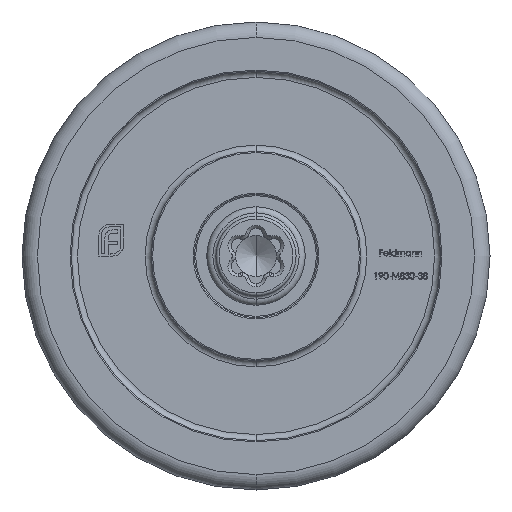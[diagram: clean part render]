
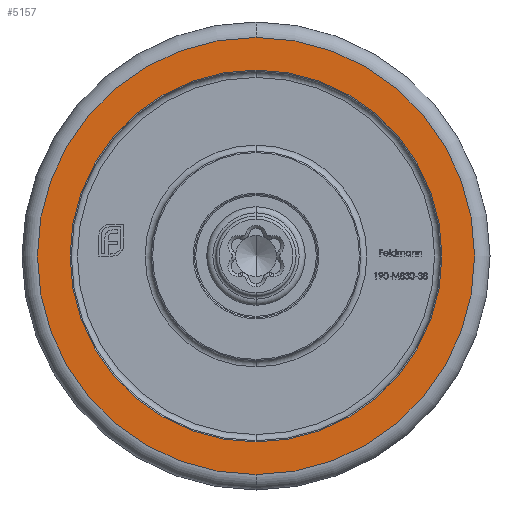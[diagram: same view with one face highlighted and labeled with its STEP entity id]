
A CAD part, front view. The second image highlights one B-rep face of the part: STEP entity #5157.
In plain terms, the highlighted planar face has unit normal (0, -1, 0).
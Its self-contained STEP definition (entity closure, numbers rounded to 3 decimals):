
#125 = CIRCLE ( 'NONE', #13367, 17.75 ) ;
#590 = ORIENTED_EDGE ( 'NONE', *, *, #9241, .T. ) ;
#616 = AXIS2_PLACEMENT_3D ( 'NONE', #13757, #3662, #15468 ) ;
#1389 = CARTESIAN_POINT ( 'NONE',  ( 0., 0., 0. ) ) ;
#2169 = AXIS2_PLACEMENT_3D ( 'NONE', #5757, #17618, #4103 ) ;
#2524 = CARTESIAN_POINT ( 'NONE',  ( 0., 0., 15.1 ) ) ;
#2620 = DIRECTION ( 'NONE',  ( 0., -1., 0. ) ) ;
#3442 = EDGE_CURVE ( 'NONE', #12578, #12198, #10775, .T. ) ;
#3662 = DIRECTION ( 'NONE',  ( 0., 1., 0. ) ) ;
#4013 = DIRECTION ( 'NONE',  ( 0., 1., 0. ) ) ;
#4059 = EDGE_CURVE ( 'NONE', #12198, #12578, #19495, .T. ) ;
#4103 = DIRECTION ( 'NONE',  ( 0., 0., -1. ) ) ;
#4235 = DIRECTION ( 'NONE',  ( 0., 0., -1. ) ) ;
#4461 = VERTEX_POINT ( 'NONE', #5353 ) ;
#5157 = ADVANCED_FACE ( 'NONE', ( #20804, #16299 ), #14268, .T. ) ;
#5353 = CARTESIAN_POINT ( 'NONE',  ( 0., 0., 17.75 ) ) ;
#5757 = CARTESIAN_POINT ( 'NONE',  ( 19., 0., 0. ) ) ;
#6424 = ORIENTED_EDGE ( 'NONE', *, *, #8984, .T. ) ;
#7577 = DIRECTION ( 'NONE',  ( 0., 0., -1. ) ) ;
#8181 = DIRECTION ( 'NONE',  ( 0., 0., -1. ) ) ;
#8984 = EDGE_CURVE ( 'NONE', #19016, #4461, #125, .T. ) ;
#9241 = EDGE_CURVE ( 'NONE', #4461, #19016, #17573, .T. ) ;
#10459 = EDGE_LOOP ( 'NONE', ( #6424, #590 ) ) ;
#10775 = CIRCLE ( 'NONE', #19998, 15.1 ) ;
#10865 = CARTESIAN_POINT ( 'NONE',  ( 0., 0., 0. ) ) ;
#11386 = EDGE_LOOP ( 'NONE', ( #11944, #17907 ) ) ;
#11944 = ORIENTED_EDGE ( 'NONE', *, *, #3442, .T. ) ;
#12198 = VERTEX_POINT ( 'NONE', #2524 ) ;
#12578 = VERTEX_POINT ( 'NONE', #18946 ) ;
#13367 = AXIS2_PLACEMENT_3D ( 'NONE', #1389, #18275, #8181 ) ;
#13383 = CARTESIAN_POINT ( 'NONE',  ( 0., 0., -17.75 ) ) ;
#13757 = CARTESIAN_POINT ( 'NONE',  ( 0., 0., 0. ) ) ;
#14268 = PLANE ( 'NONE',  #2169 ) ;
#15468 = DIRECTION ( 'NONE',  ( 0., 0., -1. ) ) ;
#15910 = CARTESIAN_POINT ( 'NONE',  ( 0., 0., 0. ) ) ;
#16079 = AXIS2_PLACEMENT_3D ( 'NONE', #15910, #2620, #7577 ) ;
#16299 = FACE_OUTER_BOUND ( 'NONE', #10459, .T. ) ;
#17573 = CIRCLE ( 'NONE', #16079, 17.75 ) ;
#17618 = DIRECTION ( 'NONE',  ( 0., -1., 0. ) ) ;
#17907 = ORIENTED_EDGE ( 'NONE', *, *, #4059, .T. ) ;
#18275 = DIRECTION ( 'NONE',  ( 0., -1., 0. ) ) ;
#18946 = CARTESIAN_POINT ( 'NONE',  ( 0., 0., -15.1 ) ) ;
#19016 = VERTEX_POINT ( 'NONE', #13383 ) ;
#19495 = CIRCLE ( 'NONE', #616, 15.1 ) ;
#19998 = AXIS2_PLACEMENT_3D ( 'NONE', #10865, #4013, #4235 ) ;
#20804 = FACE_BOUND ( 'NONE', #11386, .T. ) ;
